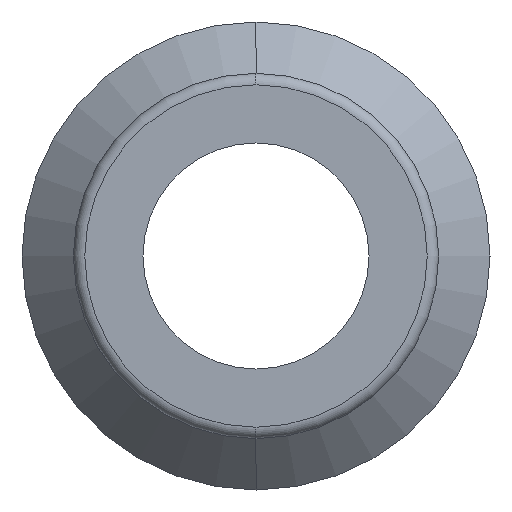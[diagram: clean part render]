
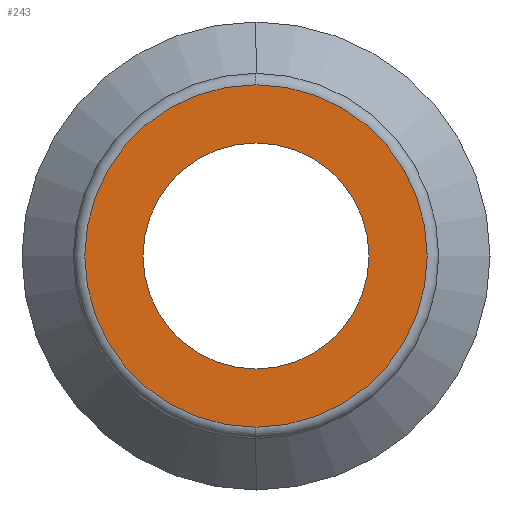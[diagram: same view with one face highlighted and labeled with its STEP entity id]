
A CAD part, left-side view. The second image highlights one B-rep face of the part: STEP entity #243.
In plain terms, the highlighted planar face has unit normal (-1, 0, 0).
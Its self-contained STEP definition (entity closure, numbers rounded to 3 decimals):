
#5 = CARTESIAN_POINT ( 'NONE',  ( -63., 0., -7.5 ) ) ;
#86 = ORIENTED_EDGE ( 'NONE', *, *, #469, .T. ) ;
#147 = DIRECTION ( 'NONE',  ( -1., 0., 0. ) ) ;
#162 = DIRECTION ( 'NONE',  ( 0., 0., -1. ) ) ;
#166 = CIRCLE ( 'NONE', #612, 7.5 ) ;
#173 = CARTESIAN_POINT ( 'NONE',  ( -63., 0., 0. ) ) ;
#183 = CARTESIAN_POINT ( 'NONE',  ( -63., 0., 4.95 ) ) ;
#189 = CIRCLE ( 'NONE', #405, 4.95 ) ;
#192 = AXIS2_PLACEMENT_3D ( 'NONE', #266, #264, #259 ) ;
#196 = DIRECTION ( 'NONE',  ( 0., 0., -1. ) ) ;
#201 = DIRECTION ( 'NONE',  ( 1., 0., 0. ) ) ;
#204 = CARTESIAN_POINT ( 'NONE',  ( -63., 0., 0. ) ) ;
#213 = DIRECTION ( 'NONE',  ( 0., 0., -1. ) ) ;
#224 = ORIENTED_EDGE ( 'NONE', *, *, #442, .T. ) ;
#243 = ADVANCED_FACE ( 'NONE', ( #661, #693 ), #553, .F. ) ;
#259 = DIRECTION ( 'NONE',  ( 0., 0., -1. ) ) ;
#264 = DIRECTION ( 'NONE',  ( -1., 0., 0. ) ) ;
#266 = CARTESIAN_POINT ( 'NONE',  ( -63., 0., 0. ) ) ;
#278 = VERTEX_POINT ( 'NONE', #5 ) ;
#286 = DIRECTION ( 'NONE',  ( 0., 0., -1. ) ) ;
#296 = VERTEX_POINT ( 'NONE', #650 ) ;
#298 = DIRECTION ( 'NONE',  ( 1., 0., 0. ) ) ;
#345 = ORIENTED_EDGE ( 'NONE', *, *, #626, .T. ) ;
#349 = AXIS2_PLACEMENT_3D ( 'NONE', #204, #201, #196 ) ;
#405 = AXIS2_PLACEMENT_3D ( 'NONE', #418, #298, #286 ) ;
#418 = CARTESIAN_POINT ( 'NONE',  ( -63., 0., 0. ) ) ;
#442 = EDGE_CURVE ( 'NONE', #694, #296, #189, .T. ) ;
#460 = CARTESIAN_POINT ( 'NONE',  ( -63., 0., 0. ) ) ;
#469 = EDGE_CURVE ( 'NONE', #494, #278, #166, .T. ) ;
#494 = VERTEX_POINT ( 'NONE', #574 ) ;
#517 = EDGE_LOOP ( 'NONE', ( #345, #86 ) ) ;
#553 = PLANE ( 'NONE',  #668 ) ;
#574 = CARTESIAN_POINT ( 'NONE',  ( -63., 0., 7.5 ) ) ;
#612 = AXIS2_PLACEMENT_3D ( 'NONE', #173, #147, #213 ) ;
#626 = EDGE_CURVE ( 'NONE', #278, #494, #655, .T. ) ;
#650 = CARTESIAN_POINT ( 'NONE',  ( -63., 0., -4.95 ) ) ;
#655 = CIRCLE ( 'NONE', #192, 7.5 ) ;
#661 = FACE_OUTER_BOUND ( 'NONE', #517, .T. ) ;
#668 = AXIS2_PLACEMENT_3D ( 'NONE', #460, #741, #162 ) ;
#674 = EDGE_CURVE ( 'NONE', #296, #694, #711, .T. ) ;
#693 = FACE_BOUND ( 'NONE', #753, .T. ) ;
#694 = VERTEX_POINT ( 'NONE', #183 ) ;
#711 = CIRCLE ( 'NONE', #349, 4.95 ) ;
#726 = ORIENTED_EDGE ( 'NONE', *, *, #674, .T. ) ;
#741 = DIRECTION ( 'NONE',  ( 1., 0., 0. ) ) ;
#753 = EDGE_LOOP ( 'NONE', ( #726, #224 ) ) ;
